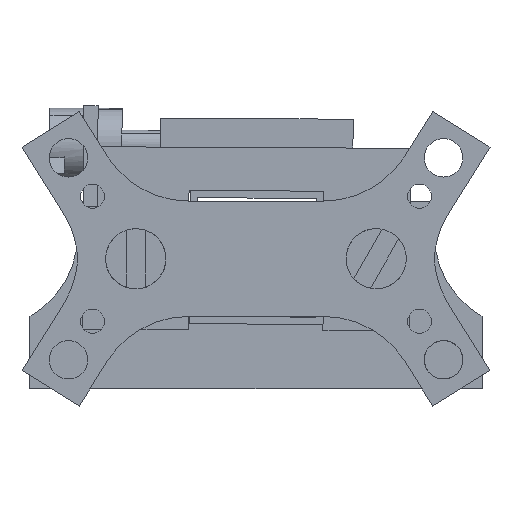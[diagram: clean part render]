
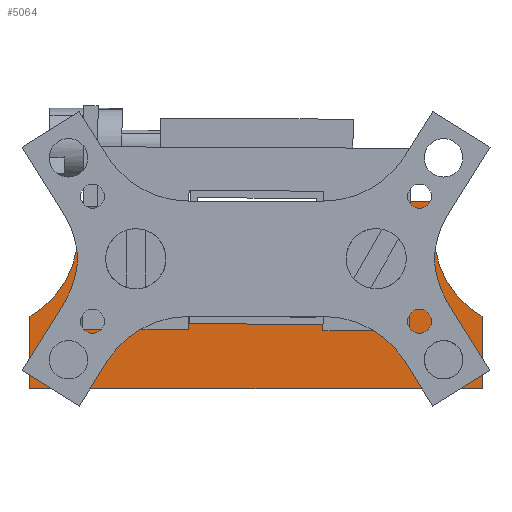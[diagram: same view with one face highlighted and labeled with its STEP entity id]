
A CAD part, front view. The second image highlights one B-rep face of the part: STEP entity #5064.
In plain terms, the highlighted face is planar.
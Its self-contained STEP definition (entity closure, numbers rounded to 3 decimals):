
#43 = EDGE_CURVE ( 'NONE', #1549, #5589, #4676, .T. ) ;
#63 = VERTEX_POINT ( 'NONE', #7370 ) ;
#78 = VECTOR ( 'NONE', #8521, 1000. ) ;
#324 = VECTOR ( 'NONE', #4562, 1000. ) ;
#328 = AXIS2_PLACEMENT_3D ( 'NONE', #6098, #4686, #7472 ) ;
#499 = EDGE_CURVE ( 'NONE', #3268, #757, #2608, .T. ) ;
#558 = VECTOR ( 'NONE', #8909, 1000. ) ;
#606 = CARTESIAN_POINT ( 'NONE',  ( 7.6, -0.9, 1.2 ) ) ;
#622 = CARTESIAN_POINT ( 'NONE',  ( -0.2, -0.9, 1.2 ) ) ;
#684 = CARTESIAN_POINT ( 'NONE',  ( 8., -0.9, 1.2 ) ) ;
#697 = CARTESIAN_POINT ( 'NONE',  ( 8.4, 0., 1.2 ) ) ;
#715 = EDGE_CURVE ( 'NONE', #8057, #6228, #734, .T. ) ;
#734 = CIRCLE ( 'NONE', #328, 0.5 ) ;
#757 = VERTEX_POINT ( 'NONE', #6749 ) ;
#800 = EDGE_LOOP ( 'NONE', ( #1173, #8114 ) ) ;
#1112 = AXIS2_PLACEMENT_3D ( 'NONE', #6332, #5008, #3513 ) ;
#1139 = EDGE_CURVE ( 'NONE', #63, #7081, #7056, .T. ) ;
#1173 = ORIENTED_EDGE ( 'NONE', *, *, #499, .F. ) ;
#1199 = ORIENTED_EDGE ( 'NONE', *, *, #6868, .F. ) ;
#1235 = EDGE_LOOP ( 'NONE', ( #1686, #3677 ) ) ;
#1240 = CIRCLE ( 'NONE', #8675, 2. ) ;
#1317 = LINE ( 'NONE', #6060, #558 ) ;
#1363 = VECTOR ( 'NONE', #4307, 1000. ) ;
#1499 = VERTEX_POINT ( 'NONE', #697 ) ;
#1510 = DIRECTION ( 'NONE',  ( 1., 0., 0. ) ) ;
#1549 = VERTEX_POINT ( 'NONE', #3402 ) ;
#1589 = CARTESIAN_POINT ( 'NONE',  ( 0., -1.5, 1.2 ) ) ;
#1598 = CARTESIAN_POINT ( 'NONE',  ( 6.2, 1.2, 1.2 ) ) ;
#1600 = CARTESIAN_POINT ( 'NONE',  ( -1., 0., 1.2 ) ) ;
#1683 = AXIS2_PLACEMENT_3D ( 'NONE', #7912, #3680, #4413 ) ;
#1686 = ORIENTED_EDGE ( 'NONE', *, *, #5206, .F. ) ;
#1756 = DIRECTION ( 'NONE',  ( 0., 0., 1. ) ) ;
#1779 = EDGE_CURVE ( 'NONE', #5053, #7648, #6417, .T. ) ;
#2059 = DIRECTION ( 'NONE',  ( 0., 0., -1. ) ) ;
#2088 = ORIENTED_EDGE ( 'NONE', *, *, #1139, .T. ) ;
#2192 = ORIENTED_EDGE ( 'NONE', *, *, #2237, .T. ) ;
#2237 = EDGE_CURVE ( 'NONE', #5608, #8774, #1240, .T. ) ;
#2292 = CARTESIAN_POINT ( 'NONE',  ( 0., 2.4, 1.2 ) ) ;
#2333 = FACE_BOUND ( 'NONE', #1235, .T. ) ;
#2357 = EDGE_CURVE ( 'NONE', #6228, #8057, #2747, .T. ) ;
#2364 = AXIS2_PLACEMENT_3D ( 'NONE', #606, #4667, #5353 ) ;
#2390 = CARTESIAN_POINT ( 'NONE',  ( -0.2, -0.9, 1.2 ) ) ;
#2563 = EDGE_CURVE ( 'NONE', #757, #3268, #5726, .T. ) ;
#2608 = CIRCLE ( 'NONE', #5736, 0.4 ) ;
#2747 = CIRCLE ( 'NONE', #6515, 0.5 ) ;
#2839 = EDGE_CURVE ( 'NONE', #1499, #7081, #3545, .T. ) ;
#2868 = CARTESIAN_POINT ( 'NONE',  ( 7.6, -0.9, 1.2 ) ) ;
#2889 = DIRECTION ( 'NONE',  ( -1., 0., 0. ) ) ;
#2942 = DIRECTION ( 'NONE',  ( 0., -1., 0. ) ) ;
#3226 = ORIENTED_EDGE ( 'NONE', *, *, #3290, .T. ) ;
#3268 = VERTEX_POINT ( 'NONE', #5585 ) ;
#3289 = CIRCLE ( 'NONE', #1112, 0.5 ) ;
#3290 = EDGE_CURVE ( 'NONE', #6102, #4103, #6730, .T. ) ;
#3296 = DIRECTION ( 'NONE',  ( 0., 0., 1. ) ) ;
#3322 = ORIENTED_EDGE ( 'NONE', *, *, #6620, .T. ) ;
#3402 = CARTESIAN_POINT ( 'NONE',  ( 7.2, -0.9, 1.2 ) ) ;
#3433 = ORIENTED_EDGE ( 'NONE', *, *, #4705, .T. ) ;
#3447 = CARTESIAN_POINT ( 'NONE',  ( 0., 1.732, 1.2 ) ) ;
#3513 = DIRECTION ( 'NONE',  ( 1., 0., 0. ) ) ;
#3545 = LINE ( 'NONE', #5656, #3768 ) ;
#3677 = ORIENTED_EDGE ( 'NONE', *, *, #43, .F. ) ;
#3680 = DIRECTION ( 'NONE',  ( 0., 0., 1. ) ) ;
#3768 = VECTOR ( 'NONE', #2942, 1000. ) ;
#3925 = FACE_BOUND ( 'NONE', #800, .T. ) ;
#3965 = ORIENTED_EDGE ( 'NONE', *, *, #4164, .T. ) ;
#4034 = CARTESIAN_POINT ( 'NONE',  ( 0., 2.4, 1.2 ) ) ;
#4103 = VERTEX_POINT ( 'NONE', #4034 ) ;
#4164 = EDGE_CURVE ( 'NONE', #8774, #63, #1317, .T. ) ;
#4187 = ORIENTED_EDGE ( 'NONE', *, *, #1779, .F. ) ;
#4307 = DIRECTION ( 'NONE',  ( 0., -1., 0. ) ) ;
#4413 = DIRECTION ( 'NONE',  ( 1., 0., 0. ) ) ;
#4562 = DIRECTION ( 'NONE',  ( 0., 1., 0. ) ) ;
#4665 = ORIENTED_EDGE ( 'NONE', *, *, #2839, .F. ) ;
#4667 = DIRECTION ( 'NONE',  ( 0., 0., 1. ) ) ;
#4676 = CIRCLE ( 'NONE', #2364, 0.4 ) ;
#4686 = DIRECTION ( 'NONE',  ( 0., 0., 1. ) ) ;
#4692 = AXIS2_PLACEMENT_3D ( 'NONE', #4752, #4723, #5406 ) ;
#4704 = EDGE_CURVE ( 'NONE', #4103, #5608, #5758, .T. ) ;
#4705 = EDGE_CURVE ( 'NONE', #1499, #4816, #8025, .T. ) ;
#4723 = DIRECTION ( 'NONE',  ( 0., 0., 1. ) ) ;
#4752 = CARTESIAN_POINT ( 'NONE',  ( 0., 0., 1.2 ) ) ;
#4762 = EDGE_LOOP ( 'NONE', ( #1199, #4187 ) ) ;
#4816 = VERTEX_POINT ( 'NONE', #7947 ) ;
#4898 = DIRECTION ( 'NONE',  ( 1., 0., 0. ) ) ;
#5008 = DIRECTION ( 'NONE',  ( 0., 0., 1. ) ) ;
#5053 = VERTEX_POINT ( 'NONE', #6145 ) ;
#5064 = ADVANCED_FACE ( 'NONE', ( #3925, #2333, #7474, #6061, #6411 ), #5525, .T. ) ;
#5099 = DIRECTION ( 'NONE',  ( 0., 0., -1. ) ) ;
#5206 = EDGE_CURVE ( 'NONE', #5589, #1549, #5408, .T. ) ;
#5258 = EDGE_LOOP ( 'NONE', ( #5685, #5810 ) ) ;
#5280 = CARTESIAN_POINT ( 'NONE',  ( 7.4, 0., 1.2 ) ) ;
#5353 = DIRECTION ( 'NONE',  ( 1., 0., 0. ) ) ;
#5406 = DIRECTION ( 'NONE',  ( 1., 0., 0. ) ) ;
#5408 = CIRCLE ( 'NONE', #6812, 0.4 ) ;
#5525 = PLANE ( 'NONE',  #4692 ) ;
#5585 = CARTESIAN_POINT ( 'NONE',  ( 0.2, -0.9, 1.2 ) ) ;
#5589 = VERTEX_POINT ( 'NONE', #684 ) ;
#5608 = VERTEX_POINT ( 'NONE', #3447 ) ;
#5656 = CARTESIAN_POINT ( 'NONE',  ( 8.4, 0., 1.2 ) ) ;
#5685 = ORIENTED_EDGE ( 'NONE', *, *, #2357, .F. ) ;
#5726 = CIRCLE ( 'NONE', #8502, 0.4 ) ;
#5736 = AXIS2_PLACEMENT_3D ( 'NONE', #2390, #1756, #7181 ) ;
#5745 = CARTESIAN_POINT ( 'NONE',  ( 0., 0., 1.2 ) ) ;
#5758 = LINE ( 'NONE', #5745, #1363 ) ;
#5786 = ORIENTED_EDGE ( 'NONE', *, *, #4704, .T. ) ;
#5810 = ORIENTED_EDGE ( 'NONE', *, *, #715, .F. ) ;
#6060 = CARTESIAN_POINT ( 'NONE',  ( -1., 0., 1.2 ) ) ;
#6061 = FACE_BOUND ( 'NONE', #4762, .T. ) ;
#6098 = CARTESIAN_POINT ( 'NONE',  ( 6.2, 1.2, 1.2 ) ) ;
#6102 = VERTEX_POINT ( 'NONE', #6330 ) ;
#6145 = CARTESIAN_POINT ( 'NONE',  ( 0.7, 1.2, 1.2 ) ) ;
#6228 = VERTEX_POINT ( 'NONE', #7220 ) ;
#6330 = CARTESIAN_POINT ( 'NONE',  ( 7.4, 2.4, 1.2 ) ) ;
#6332 = CARTESIAN_POINT ( 'NONE',  ( 1.2, 1.2, 1.2 ) ) ;
#6383 = CARTESIAN_POINT ( 'NONE',  ( 1.7, 1.2, 1.2 ) ) ;
#6411 = FACE_OUTER_BOUND ( 'NONE', #7914, .T. ) ;
#6417 = CIRCLE ( 'NONE', #1683, 0.5 ) ;
#6425 = DIRECTION ( 'NONE',  ( 1., 0., 0. ) ) ;
#6515 = AXIS2_PLACEMENT_3D ( 'NONE', #1598, #7078, #1510 ) ;
#6620 = EDGE_CURVE ( 'NONE', #4816, #6102, #6880, .T. ) ;
#6730 = LINE ( 'NONE', #2292, #6837 ) ;
#6749 = CARTESIAN_POINT ( 'NONE',  ( -0.6, -0.9, 1.2 ) ) ;
#6812 = AXIS2_PLACEMENT_3D ( 'NONE', #2868, #7060, #7021 ) ;
#6837 = VECTOR ( 'NONE', #2889, 1000. ) ;
#6868 = EDGE_CURVE ( 'NONE', #7648, #5053, #3289, .T. ) ;
#6880 = LINE ( 'NONE', #5280, #324 ) ;
#6982 = AXIS2_PLACEMENT_3D ( 'NONE', #7102, #5099, #6425 ) ;
#7021 = DIRECTION ( 'NONE',  ( 1., 0., 0. ) ) ;
#7056 = LINE ( 'NONE', #1589, #78 ) ;
#7060 = DIRECTION ( 'NONE',  ( 0., 0., 1. ) ) ;
#7078 = DIRECTION ( 'NONE',  ( 0., 0., 1. ) ) ;
#7081 = VERTEX_POINT ( 'NONE', #7892 ) ;
#7102 = CARTESIAN_POINT ( 'NONE',  ( 9.4, 1.732, 1.2 ) ) ;
#7181 = DIRECTION ( 'NONE',  ( 1., 0., 0. ) ) ;
#7220 = CARTESIAN_POINT ( 'NONE',  ( 6.7, 1.2, 1.2 ) ) ;
#7370 = CARTESIAN_POINT ( 'NONE',  ( -1., -1.5, 1.2 ) ) ;
#7465 = DIRECTION ( 'NONE',  ( 1., 0., 0. ) ) ;
#7472 = DIRECTION ( 'NONE',  ( 1., 0., 0. ) ) ;
#7474 = FACE_BOUND ( 'NONE', #5258, .T. ) ;
#7597 = CARTESIAN_POINT ( 'NONE',  ( -2., 1.732, 1.2 ) ) ;
#7648 = VERTEX_POINT ( 'NONE', #6383 ) ;
#7892 = CARTESIAN_POINT ( 'NONE',  ( 8.4, -1.5, 1.2 ) ) ;
#7912 = CARTESIAN_POINT ( 'NONE',  ( 1.2, 1.2, 1.2 ) ) ;
#7914 = EDGE_LOOP ( 'NONE', ( #5786, #2192, #3965, #2088, #4665, #3433, #3322, #3226 ) ) ;
#7947 = CARTESIAN_POINT ( 'NONE',  ( 7.4, 1.732, 1.2 ) ) ;
#8025 = CIRCLE ( 'NONE', #6982, 2. ) ;
#8057 = VERTEX_POINT ( 'NONE', #8391 ) ;
#8114 = ORIENTED_EDGE ( 'NONE', *, *, #2563, .F. ) ;
#8391 = CARTESIAN_POINT ( 'NONE',  ( 5.7, 1.2, 1.2 ) ) ;
#8502 = AXIS2_PLACEMENT_3D ( 'NONE', #622, #3296, #7465 ) ;
#8521 = DIRECTION ( 'NONE',  ( 1., 0., 0. ) ) ;
#8675 = AXIS2_PLACEMENT_3D ( 'NONE', #7597, #2059, #4898 ) ;
#8774 = VERTEX_POINT ( 'NONE', #1600 ) ;
#8909 = DIRECTION ( 'NONE',  ( 0., -1., 0. ) ) ;
